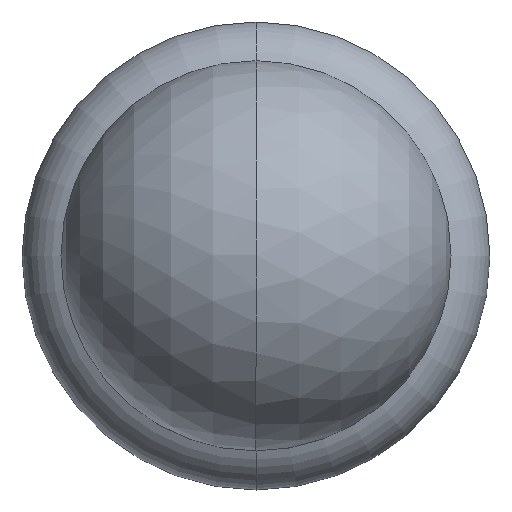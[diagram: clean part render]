
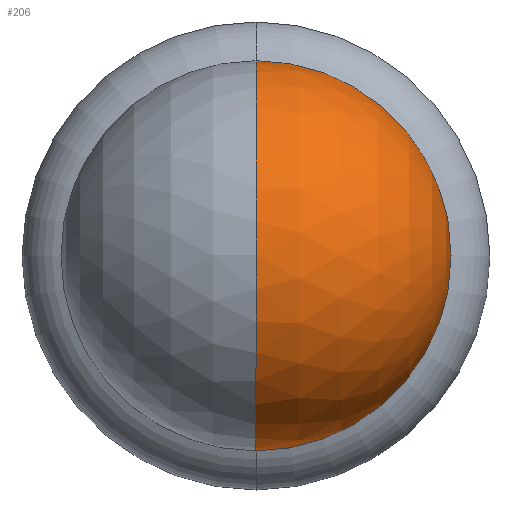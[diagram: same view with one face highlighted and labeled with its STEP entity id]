
A CAD part, top view. The second image highlights one B-rep face of the part: STEP entity #206.
In plain terms, the highlighted spherical face has radius 3 mm.
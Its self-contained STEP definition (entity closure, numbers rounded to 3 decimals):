
#3 = DIRECTION ( 'NONE',  ( 0., -1., 0. ) ) ;
#13 = ORIENTED_EDGE ( 'NONE', *, *, #195, .F. ) ;
#40 = CARTESIAN_POINT ( 'NONE',  ( 0., 0., 15. ) ) ;
#48 = DIRECTION ( 'NONE',  ( 0., 0., -1. ) ) ;
#49 = VERTEX_POINT ( 'NONE', #308 ) ;
#79 = CARTESIAN_POINT ( 'NONE',  ( 0., 0., 15. ) ) ;
#87 = VERTEX_POINT ( 'NONE', #341 ) ;
#89 = CARTESIAN_POINT ( 'NONE',  ( 0., 0., 15. ) ) ;
#105 = CIRCLE ( 'NONE', #363, 3. ) ;
#129 = ORIENTED_EDGE ( 'NONE', *, *, #216, .T. ) ;
#132 = AXIS2_PLACEMENT_3D ( 'NONE', #79, #208, #48 ) ;
#140 = AXIS2_PLACEMENT_3D ( 'NONE', #40, #267, #167 ) ;
#148 = CIRCLE ( 'NONE', #132, 3. ) ;
#167 = DIRECTION ( 'NONE',  ( 0., 1., 0. ) ) ;
#193 = DIRECTION ( 'NONE',  ( 0., 0., 1. ) ) ;
#194 = CIRCLE ( 'NONE', #317, 3. ) ;
#195 = EDGE_CURVE ( 'NONE', #49, #331, #194, .T. ) ;
#206 = ADVANCED_FACE ( 'NONE', ( #296 ), #293, .T. ) ;
#208 = DIRECTION ( 'NONE',  ( 1., 0., 0. ) ) ;
#216 = EDGE_CURVE ( 'NONE', #49, #87, #105, .T. ) ;
#259 = CARTESIAN_POINT ( 'NONE',  ( 0., 0., 15. ) ) ;
#260 = ORIENTED_EDGE ( 'NONE', *, *, #383, .T. ) ;
#267 = DIRECTION ( 'NONE',  ( -1., 0., 0. ) ) ;
#293 = SPHERICAL_SURFACE ( 'NONE', #140, 3. ) ;
#296 = FACE_OUTER_BOUND ( 'NONE', #373, .T. ) ;
#308 = CARTESIAN_POINT ( 'NONE',  ( 0., -3., 15. ) ) ;
#310 = DIRECTION ( 'NONE',  ( -1., 0., 0. ) ) ;
#316 = DIRECTION ( 'NONE',  ( 0., -1., 0. ) ) ;
#317 = AXIS2_PLACEMENT_3D ( 'NONE', #89, #310, #316 ) ;
#331 = VERTEX_POINT ( 'NONE', #377 ) ;
#341 = CARTESIAN_POINT ( 'NONE',  ( 0., 3., 15. ) ) ;
#363 = AXIS2_PLACEMENT_3D ( 'NONE', #259, #193, #3 ) ;
#373 = EDGE_LOOP ( 'NONE', ( #13, #129, #260 ) ) ;
#377 = CARTESIAN_POINT ( 'NONE',  ( 0., 0., 18. ) ) ;
#383 = EDGE_CURVE ( 'NONE', #87, #331, #148, .T. ) ;
